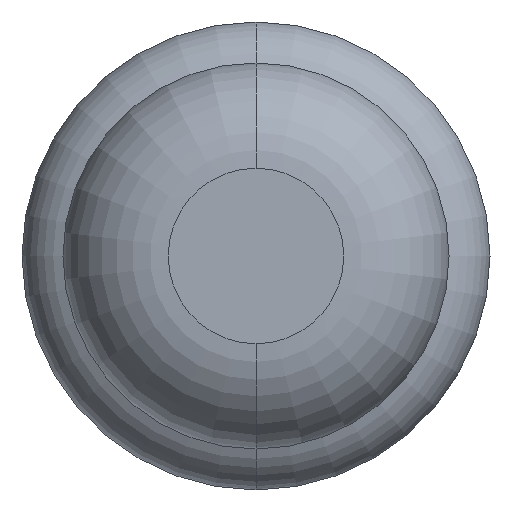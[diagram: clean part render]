
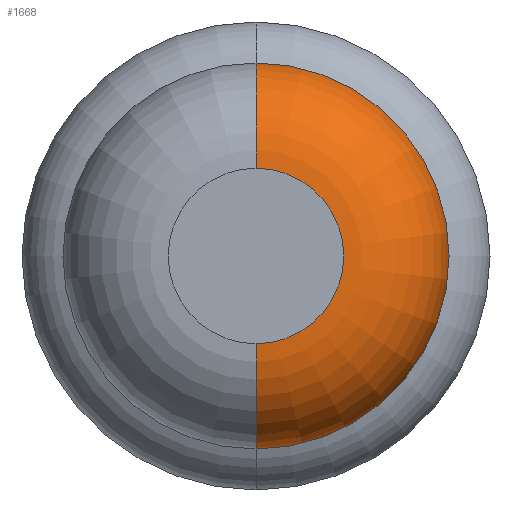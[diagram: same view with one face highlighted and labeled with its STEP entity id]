
A CAD part, front view. The second image highlights one B-rep face of the part: STEP entity #1668.
In plain terms, the highlighted toroidal (fillet/blend) face has major radius 0.375 mm and minor radius 0.45 mm.
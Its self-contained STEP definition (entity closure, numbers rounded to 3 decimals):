
#26 = CARTESIAN_POINT ( 'NONE',  ( 0., -26.95, 0. ) ) ;
#37 = DIRECTION ( 'NONE',  ( 0., 0., 1. ) ) ;
#77 = EDGE_CURVE ( 'NONE', #1620, #799, #1545, .T. ) ;
#247 = VERTEX_POINT ( 'NONE', #3887 ) ;
#264 = AXIS2_PLACEMENT_3D ( 'NONE', #1176, #1815, #3665 ) ;
#336 = CIRCLE ( 'NONE', #2759, 0.825 ) ;
#347 = FACE_OUTER_BOUND ( 'NONE', #605, .T. ) ;
#549 = ORIENTED_EDGE ( 'NONE', *, *, #3348, .F. ) ;
#602 = AXIS2_PLACEMENT_3D ( 'NONE', #1916, #1976, #37 ) ;
#605 = EDGE_LOOP ( 'NONE', ( #1170, #2590, #549, #1284 ) ) ;
#695 = CARTESIAN_POINT ( 'NONE',  ( 0., -27.4, 0.375 ) ) ;
#799 = VERTEX_POINT ( 'NONE', #1642 ) ;
#1030 = EDGE_CURVE ( 'NONE', #247, #1753, #1067, .T. ) ;
#1067 = CIRCLE ( 'NONE', #1569, 0.45 ) ;
#1130 = CIRCLE ( 'NONE', #264, 0.375 ) ;
#1170 = ORIENTED_EDGE ( 'NONE', *, *, #2656, .T. ) ;
#1176 = CARTESIAN_POINT ( 'NONE',  ( 0., -27.4, 0. ) ) ;
#1284 = ORIENTED_EDGE ( 'NONE', *, *, #77, .F. ) ;
#1320 = AXIS2_PLACEMENT_3D ( 'NONE', #26, #3784, #2837 ) ;
#1545 = CIRCLE ( 'NONE', #602, 0.45 ) ;
#1569 = AXIS2_PLACEMENT_3D ( 'NONE', #3553, #2638, #2651 ) ;
#1620 = VERTEX_POINT ( 'NONE', #695 ) ;
#1642 = CARTESIAN_POINT ( 'NONE',  ( 0., -26.95, 0.825 ) ) ;
#1668 = ADVANCED_FACE ( 'Defeature ausgef�hrt1_6', ( #347 ), #4011, .T. ) ;
#1753 = VERTEX_POINT ( 'NONE', #1871 ) ;
#1815 = DIRECTION ( 'NONE',  ( 0., 1., 0. ) ) ;
#1871 = CARTESIAN_POINT ( 'NONE',  ( 0., -26.95, -0.825 ) ) ;
#1916 = CARTESIAN_POINT ( 'NONE',  ( 0., -26.95, 0.375 ) ) ;
#1976 = DIRECTION ( 'NONE',  ( -1., 0., 0. ) ) ;
#2590 = ORIENTED_EDGE ( 'NONE', *, *, #1030, .T. ) ;
#2638 = DIRECTION ( 'NONE',  ( 1., 0., 0. ) ) ;
#2651 = DIRECTION ( 'NONE',  ( 0., 0., -1. ) ) ;
#2656 = EDGE_CURVE ( 'Defeature ausgef�hrt1_6+Defeature ausgef�hrt1_5+Defeature ausgef�hrt1_5+Defeature ausgef�hrt1_5', #1620, #247, #1130, .T. ) ;
#2759 = AXIS2_PLACEMENT_3D ( 'NONE', #2888, #3825, #3795 ) ;
#2837 = DIRECTION ( 'NONE',  ( 0., 0., 1. ) ) ;
#2888 = CARTESIAN_POINT ( 'NONE',  ( 0., -26.95, 0. ) ) ;
#3348 = EDGE_CURVE ( 'Defeature ausgef�hrt1_7+Defeature ausgef�hrt1_6+Defeature ausgef�hrt1_6+Defeature ausgef�hrt1_6', #799, #1753, #336, .T. ) ;
#3553 = CARTESIAN_POINT ( 'NONE',  ( 0., -26.95, -0.375 ) ) ;
#3665 = DIRECTION ( 'NONE',  ( 0., 0., 1. ) ) ;
#3784 = DIRECTION ( 'NONE',  ( 0., 1., 0. ) ) ;
#3795 = DIRECTION ( 'NONE',  ( 0., 0., 1. ) ) ;
#3825 = DIRECTION ( 'NONE',  ( 0., 1., 0. ) ) ;
#3887 = CARTESIAN_POINT ( 'NONE',  ( 0., -27.4, -0.375 ) ) ;
#4011 = TOROIDAL_SURFACE ( 'NONE', #1320, 0.375, 0.45 ) ;
